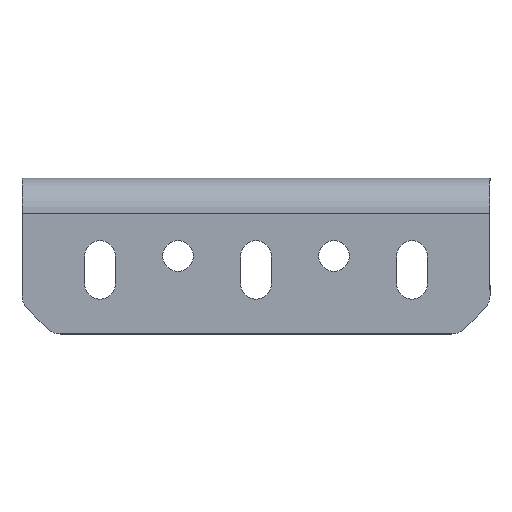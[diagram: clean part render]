
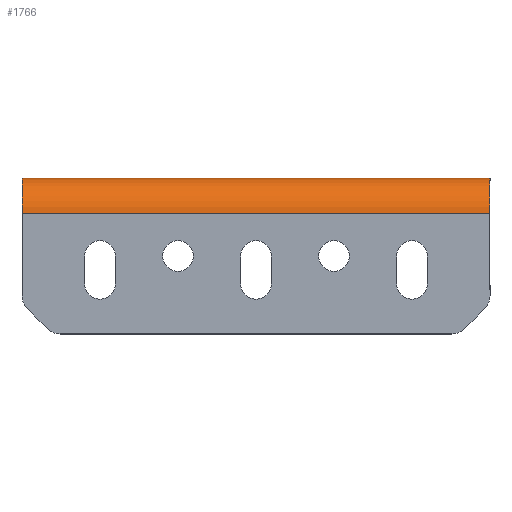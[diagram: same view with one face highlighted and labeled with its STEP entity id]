
A CAD part, front view. The second image highlights one B-rep face of the part: STEP entity #1766.
In plain terms, the highlighted cylindrical face has radius 5.8 mm (diameter 11.6 mm), a partial arc.
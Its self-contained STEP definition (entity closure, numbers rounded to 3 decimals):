
#275 = FACE_OUTER_BOUND ( 'NONE', #1244, .T. ) ;
#306 = VECTOR ( 'NONE', #1717, 1000. ) ;
#336 = DIRECTION ( 'NONE',  ( 0., -1., 0. ) ) ;
#365 = CARTESIAN_POINT ( 'NONE',  ( 38.1, -39.1, -5.8 ) ) ;
#398 = AXIS2_PLACEMENT_3D ( 'NONE', #1280, #736, #336 ) ;
#653 = CARTESIAN_POINT ( 'NONE',  ( 38.1, -33.3, 0. ) ) ;
#736 = DIRECTION ( 'NONE',  ( -1., 0., 0. ) ) ;
#816 = CIRCLE ( 'NONE', #839, 5.8 ) ;
#839 = AXIS2_PLACEMENT_3D ( 'NONE', #1760, #987, #1159 ) ;
#857 = VERTEX_POINT ( 'NONE', #2202 ) ;
#895 = EDGE_CURVE ( 'NONE', #1984, #2208, #2222, .T. ) ;
#987 = DIRECTION ( 'NONE',  ( -1., 0., 0. ) ) ;
#1068 = DIRECTION ( 'NONE',  ( 1., 0., 0. ) ) ;
#1159 = DIRECTION ( 'NONE',  ( 0., 0., 1. ) ) ;
#1203 = CARTESIAN_POINT ( 'NONE',  ( -38.1, -33.3, 0. ) ) ;
#1210 = VERTEX_POINT ( 'NONE', #365 ) ;
#1244 = EDGE_LOOP ( 'NONE', ( #2194, #1449, #1306, #1617 ) ) ;
#1280 = CARTESIAN_POINT ( 'NONE',  ( -38.1, -33.3, -5.8 ) ) ;
#1295 = DIRECTION ( 'NONE',  ( 1., 0., 0. ) ) ;
#1306 = ORIENTED_EDGE ( 'NONE', *, *, #1919, .T. ) ;
#1376 = EDGE_CURVE ( 'NONE', #857, #1984, #816, .T. ) ;
#1449 = ORIENTED_EDGE ( 'NONE', *, *, #1376, .F. ) ;
#1473 = CIRCLE ( 'NONE', #2241, 5.8 ) ;
#1503 = CYLINDRICAL_SURFACE ( 'NONE', #398, 5.8 ) ;
#1617 = ORIENTED_EDGE ( 'NONE', *, *, #1775, .F. ) ;
#1717 = DIRECTION ( 'NONE',  ( 1., 0., 0. ) ) ;
#1760 = CARTESIAN_POINT ( 'NONE',  ( -38.1, -33.3, -5.8 ) ) ;
#1766 = ADVANCED_FACE ( 'NONE', ( #275 ), #1503, .T. ) ;
#1775 = EDGE_CURVE ( 'NONE', #2208, #1210, #1473, .T. ) ;
#1919 = EDGE_CURVE ( 'NONE', #857, #1210, #2338, .T. ) ;
#1984 = VERTEX_POINT ( 'NONE', #1203 ) ;
#2057 = CARTESIAN_POINT ( 'NONE',  ( 38.1, -39.1, -5.8 ) ) ;
#2102 = VECTOR ( 'NONE', #1068, 1000. ) ;
#2189 = CARTESIAN_POINT ( 'NONE',  ( -38.1, -33.3, 0. ) ) ;
#2194 = ORIENTED_EDGE ( 'NONE', *, *, #895, .F. ) ;
#2202 = CARTESIAN_POINT ( 'NONE',  ( -38.1, -39.1, -5.8 ) ) ;
#2208 = VERTEX_POINT ( 'NONE', #653 ) ;
#2222 = LINE ( 'NONE', #2189, #2102 ) ;
#2241 = AXIS2_PLACEMENT_3D ( 'NONE', #2437, #1295, #2256 ) ;
#2256 = DIRECTION ( 'NONE',  ( 0., 0., 1. ) ) ;
#2338 = LINE ( 'NONE', #2057, #306 ) ;
#2437 = CARTESIAN_POINT ( 'NONE',  ( 38.1, -33.3, -5.8 ) ) ;
